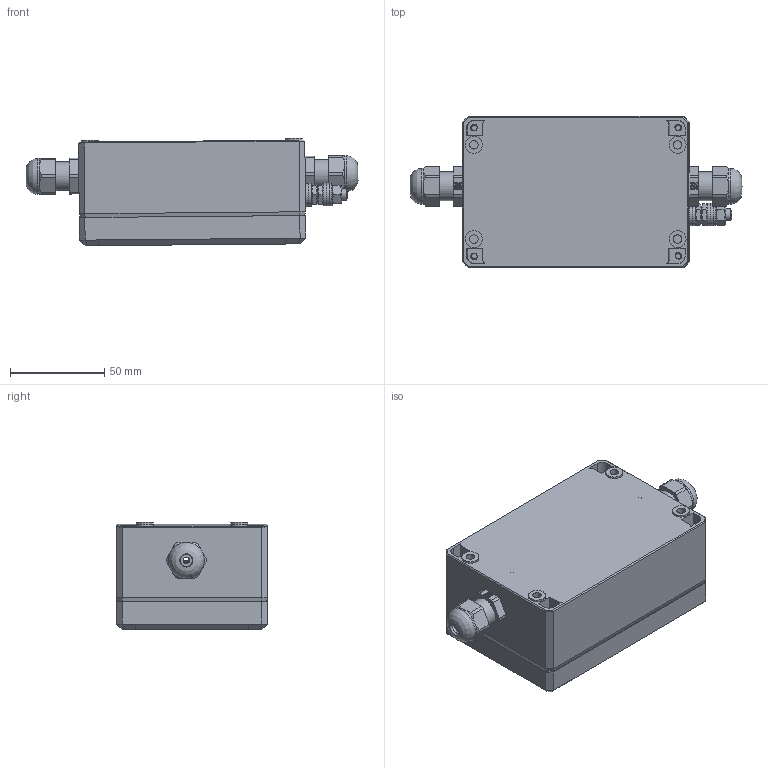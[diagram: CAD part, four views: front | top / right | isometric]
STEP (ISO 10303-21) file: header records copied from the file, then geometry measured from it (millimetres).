
FILE_DESCRIPTION(/* description */ ('Combined Category D, C, B tested protector (to BS EN 61643) based on the ESP D Series and ESP TN but ready-boxed to IP66 for use in damp or dirty environments. Suitable for most twisted pair signalling applications.'),/* implementation_level */ '2;1');
FILE_NAME(/* name */ 'ESP TN-BX.stp',/* time_stamp */ '2014-05-15T11:21:46+01:00',/* author */ ('N. Brown'),/* organization */ ('W.J.Furse'),/* preprocessor_version */ 'ST-DEVELOPER v15.2',/* originating_system */ 'Autodesk Inventor 2014',/* authorisation */ 'ESP TN/BX');
FILE_SCHEMA (('AUTOMOTIVE_DESIGN { 1 0 10303 214 3 1 1 }'));
Products named in the file (1): ESP TN-BX
Bounding box: 176.05 x 80 x 57.01 mm (x, y, z)
Volume: 2431.2 mm3; surface area: 105104.8 mm2
Topology: 1 solids, 2 shells, 1240 faces, 3293 edges, 2139 vertices
Faces by surface type: plane 618, cylinder 204, bspline 189, cone 159, torus 62, sphere 8
Full cylindrical faces by diameter (mm): 2.55 x10, 3 x8, 3.5 x2, 3.8 x4, 4 x1, 4.5 x8, 6 x3, 6.4 x4, 6.5 x1, 8 x1, 8.88 x1, 12 x4, 14.44 x4, 15.2 x4, 15.3 x2, 19 x2
Entity records: 55420 total; most frequent: CARTESIAN_POINT 26175, ORIENTED_EDGE 6302, DIRECTION 5410, EDGE_CURVE 3147, VERTEX_POINT 2111, AXIS2_PLACEMENT_3D 1880, LINE 1650, VECTOR 1650
